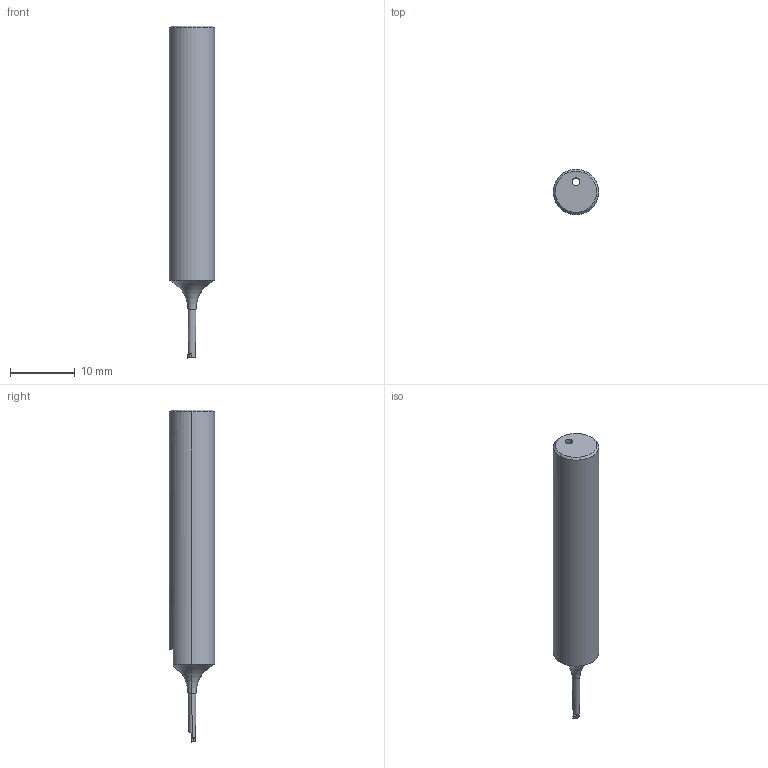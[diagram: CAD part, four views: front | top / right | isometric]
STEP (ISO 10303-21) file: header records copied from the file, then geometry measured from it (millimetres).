
FILE_DESCRIPTION(('no description'),'unknown implementation level');
FILE_NAME('2B04136B-8872-4C92-B64D-2D03AEAF4928_export.stp',' ',('CIMSOURCE GmbH'),('CADClick - KiM GmbH - www.kimweb.de'),'unknown preprocess','ACIS','unknown authorization');
FILE_SCHEMA(('automotive_design'));
Length unit declared in the file: millimetre
Products named in the file (1): NONE
Bounding box: 7 x 7 x 51.3 mm (x, y, z)
Volume: 1506 mm3; surface area: 1133.8 mm2
Topology: 1 solids, 1 shells, 25 faces, 62 edges, 39 vertices
Faces by surface type: cone 9, plane 8, cylinder 5, torus 2, bspline 1
Entity records: 1666 total; most frequent: CARTESIAN_POINT 354, STYLED_ITEM 127, PRESENTATION_STYLE_ASSIGNMENT 127, COLOUR_RGB 127, ORIENTED_EDGE 124, DIRECTION 122, EDGE_CURVE 62, CURVE_STYLE 62
